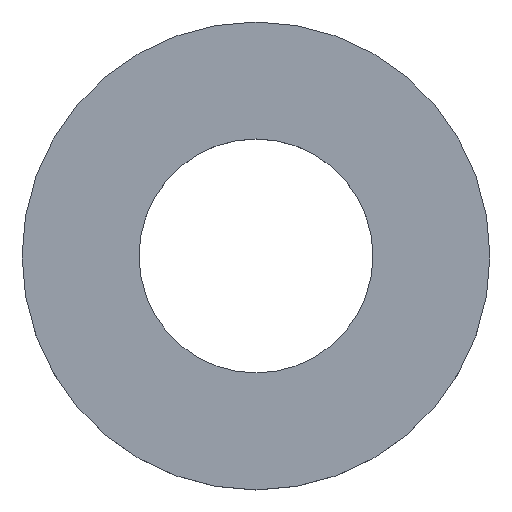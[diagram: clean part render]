
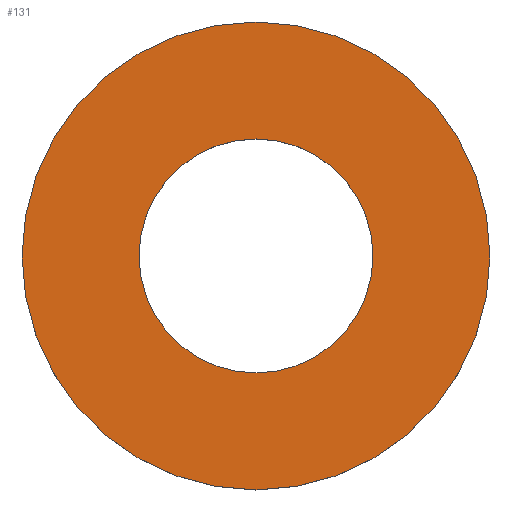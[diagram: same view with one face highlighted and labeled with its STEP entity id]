
A CAD part, top view. The second image highlights one B-rep face of the part: STEP entity #131.
In plain terms, the highlighted planar face has unit normal (0, 0, 1).
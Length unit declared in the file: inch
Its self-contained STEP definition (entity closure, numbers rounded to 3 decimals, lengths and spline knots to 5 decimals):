
#3 = CARTESIAN_POINT ( 'NONE',  ( 0.345, 0., 0.06 ) ) ;
#5 = FACE_OUTER_BOUND ( 'NONE', #38, .T. ) ;
#6 = AXIS2_PLACEMENT_3D ( 'NONE', #36, #165, #66 ) ;
#16 = CIRCLE ( 'NONE', #149, 0.1725 ) ;
#20 = EDGE_CURVE ( 'NONE', #201, #199, #16, .T. ) ;
#25 = EDGE_LOOP ( 'NONE', ( #124, #125 ) ) ;
#32 = DIRECTION ( 'NONE',  ( 1., 0., 0. ) ) ;
#34 = CARTESIAN_POINT ( 'NONE',  ( -0.345, 0., 0.06 ) ) ;
#36 = CARTESIAN_POINT ( 'NONE',  ( 0., 0., 0.06 ) ) ;
#38 = EDGE_LOOP ( 'NONE', ( #184, #169 ) ) ;
#41 = EDGE_CURVE ( 'NONE', #111, #58, #163, .T. ) ;
#47 = CARTESIAN_POINT ( 'NONE',  ( 0., 0., 0.06 ) ) ;
#51 = EDGE_CURVE ( 'NONE', #58, #111, #146, .T. ) ;
#58 = VERTEX_POINT ( 'NONE', #3 ) ;
#65 = DIRECTION ( 'NONE',  ( 1., 0., 0. ) ) ;
#66 = DIRECTION ( 'NONE',  ( 1., 0., 0. ) ) ;
#67 = CARTESIAN_POINT ( 'NONE',  ( 0., 0., 0.06 ) ) ;
#71 = PLANE ( 'NONE',  #6 ) ;
#72 = AXIS2_PLACEMENT_3D ( 'NONE', #161, #175, #65 ) ;
#85 = CARTESIAN_POINT ( 'NONE',  ( 0.1725, 0., 0.06 ) ) ;
#96 = DIRECTION ( 'NONE',  ( 0., 0., 1. ) ) ;
#103 = FACE_BOUND ( 'NONE', #25, .T. ) ;
#105 = CIRCLE ( 'NONE', #110, 0.1725 ) ;
#110 = AXIS2_PLACEMENT_3D ( 'NONE', #67, #152, #151 ) ;
#111 = VERTEX_POINT ( 'NONE', #34 ) ;
#124 = ORIENTED_EDGE ( 'NONE', *, *, #20, .F. ) ;
#125 = ORIENTED_EDGE ( 'NONE', *, *, #156, .F. ) ;
#131 = ADVANCED_FACE ( 'NONE', ( #103, #5 ), #71, .T. ) ;
#142 = AXIS2_PLACEMENT_3D ( 'NONE', #47, #160, #32 ) ;
#143 = DIRECTION ( 'NONE',  ( 1., 0., 0. ) ) ;
#146 = CIRCLE ( 'NONE', #142, 0.345 ) ;
#149 = AXIS2_PLACEMENT_3D ( 'NONE', #157, #96, #143 ) ;
#151 = DIRECTION ( 'NONE',  ( 1., 0., 0. ) ) ;
#152 = DIRECTION ( 'NONE',  ( 0., 0., 1. ) ) ;
#156 = EDGE_CURVE ( 'NONE', #199, #201, #105, .T. ) ;
#157 = CARTESIAN_POINT ( 'NONE',  ( 0., 0., 0.06 ) ) ;
#160 = DIRECTION ( 'NONE',  ( 0., 0., 1. ) ) ;
#161 = CARTESIAN_POINT ( 'NONE',  ( 0., 0., 0.06 ) ) ;
#163 = CIRCLE ( 'NONE', #72, 0.345 ) ;
#165 = DIRECTION ( 'NONE',  ( 0., 0., 1. ) ) ;
#169 = ORIENTED_EDGE ( 'NONE', *, *, #51, .T. ) ;
#175 = DIRECTION ( 'NONE',  ( 0., 0., 1. ) ) ;
#184 = ORIENTED_EDGE ( 'NONE', *, *, #41, .T. ) ;
#194 = CARTESIAN_POINT ( 'NONE',  ( -0.1725, 0., 0.06 ) ) ;
#199 = VERTEX_POINT ( 'NONE', #85 ) ;
#201 = VERTEX_POINT ( 'NONE', #194 ) ;
